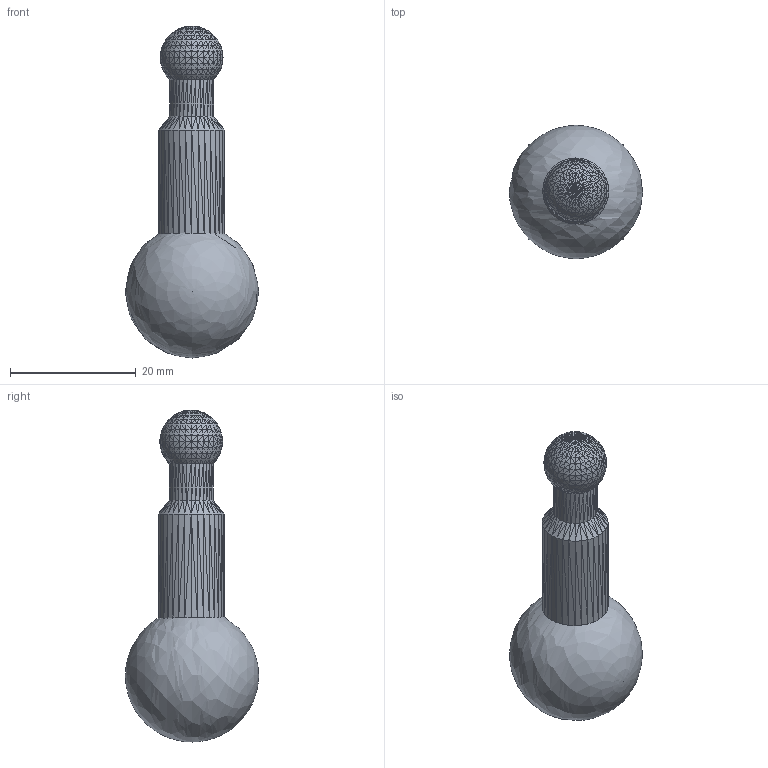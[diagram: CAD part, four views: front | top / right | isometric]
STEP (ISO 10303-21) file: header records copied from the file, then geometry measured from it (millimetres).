
FILE_DESCRIPTION(/* description */ (''),/* implementation_level */ '2;1');
FILE_NAME(/* name */ 'Robot Legs v4.step',/* time_stamp */ '2018-10-25T12:47:39-05:00',/* author */ (''),/* organization */ (''),/* preprocessor_version */ 'ST-DEVELOPER v17.2',/* originating_system */ 'Autodesk Translation Framework v7.6.0.251',/* authorisation */ '');
FILE_SCHEMA (('AUTOMOTIVE_DESIGN { 1 0 10303 214 3 1 1 }'));
Length unit declared in the file: millimetre
Products named in the file (1): Robot Legs
Bounding box: 21.21 x 21.21 x 52.87 mm (x, y, z)
Volume: 7188.7 mm3; surface area: 2334.3 mm2
Topology: 1 solids, 1 shells, 1071 faces, 1669 edges, 599 vertices
Faces by surface type: plane 1070, bspline 1
Entity records: 21700 total; most frequent: CARTESIAN_POINT 3738, DIRECTION 3718, ORIENTED_EDGE 3334, EDGE_CURVE 1667, LINE 1576, VECTOR 1576, EDGE_LOOP 1072, FACE_OUTER_BOUND 1071
